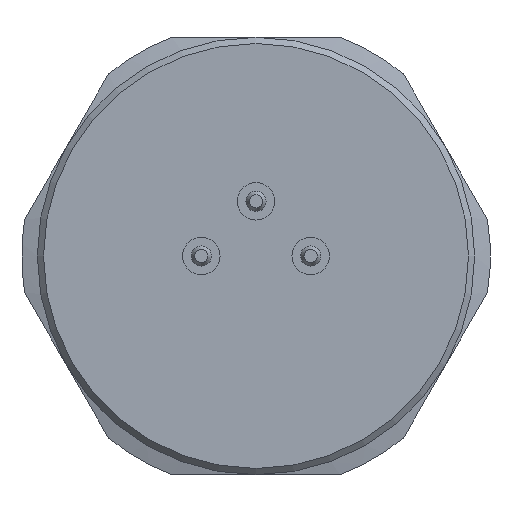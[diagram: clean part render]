
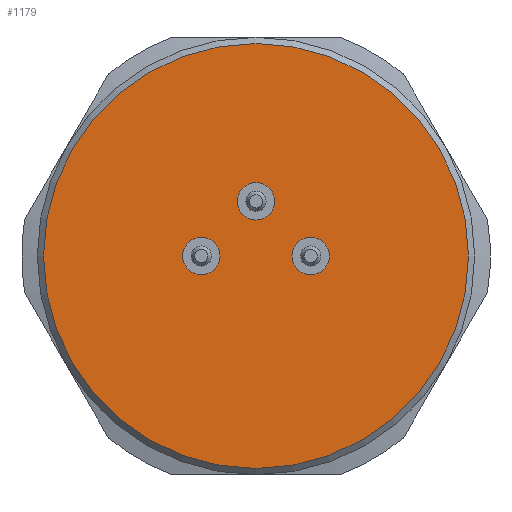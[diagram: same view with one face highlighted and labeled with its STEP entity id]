
A CAD part, left-side view. The second image highlights one B-rep face of the part: STEP entity #1179.
In plain terms, the highlighted planar face has unit normal (-1, 0, 0).
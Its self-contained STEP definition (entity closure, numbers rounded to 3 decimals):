
#135=PLANE('',#1554);
#342=EDGE_LOOP('',(#517));
#343=EDGE_LOOP('',(#518));
#344=EDGE_LOOP('',(#519));
#345=EDGE_LOOP('',(#520));
#517=ORIENTED_EDGE('',*,*,#880,.F.);
#518=ORIENTED_EDGE('',*,*,#881,.F.);
#519=ORIENTED_EDGE('',*,*,#882,.F.);
#520=ORIENTED_EDGE('',*,*,#883,.T.);
#880=EDGE_CURVE('',#1412,#1412,#1052,.T.);
#881=EDGE_CURVE('',#1413,#1413,#1053,.T.);
#882=EDGE_CURVE('',#1414,#1414,#1054,.T.);
#883=EDGE_CURVE('',#1415,#1415,#1055,.T.);
#1052=CIRCLE('',#1550,0.6);
#1053=CIRCLE('',#1551,0.6);
#1054=CIRCLE('',#1552,0.6);
#1055=CIRCLE('',#1553,6.8);
#1179=ADVANCED_FACE('',(#1291,#1292,#1293,#1294),#135,.T.);
#1291=FACE_BOUND('',#342,.T.);
#1292=FACE_BOUND('',#343,.T.);
#1293=FACE_BOUND('',#344,.T.);
#1294=FACE_BOUND('',#345,.T.);
#1412=VERTEX_POINT('',#2228);
#1413=VERTEX_POINT('',#2230);
#1414=VERTEX_POINT('',#2232);
#1415=VERTEX_POINT('',#2234);
#1550=AXIS2_PLACEMENT_3D('',#2227,#1773,#1774);
#1551=AXIS2_PLACEMENT_3D('',#2229,#1775,#1776);
#1552=AXIS2_PLACEMENT_3D('',#2231,#1777,#1778);
#1553=AXIS2_PLACEMENT_3D('',#2233,#1779,#1780);
#1554=AXIS2_PLACEMENT_3D('',#2235,#1781,#1782);
#1773=DIRECTION('',(-1.,0.,0.));
#1774=DIRECTION('',(0.,0.,1.));
#1775=DIRECTION('',(-1.,0.,0.));
#1776=DIRECTION('',(0.,0.,1.));
#1777=DIRECTION('',(-1.,0.,0.));
#1778=DIRECTION('',(0.,0.,1.));
#1779=DIRECTION('',(-1.,0.,0.));
#1780=DIRECTION('',(0.,0.,1.));
#1781=DIRECTION('',(-1.,0.,0.));
#1782=DIRECTION('',(0.,0.,1.));
#2227=CARTESIAN_POINT('',(0.,1.75,0.));
#2228=CARTESIAN_POINT('',(0.,1.75,0.6));
#2229=CARTESIAN_POINT('',(0.,-1.75,0.));
#2230=CARTESIAN_POINT('',(0.,-1.75,0.6));
#2231=CARTESIAN_POINT('',(0.,0.,1.75));
#2232=CARTESIAN_POINT('',(0.,0.,2.35));
#2233=CARTESIAN_POINT('',(0.,0.,0.));
#2234=CARTESIAN_POINT('',(0.,0.,6.8));
#2235=CARTESIAN_POINT('',(0.,0.,0.));
